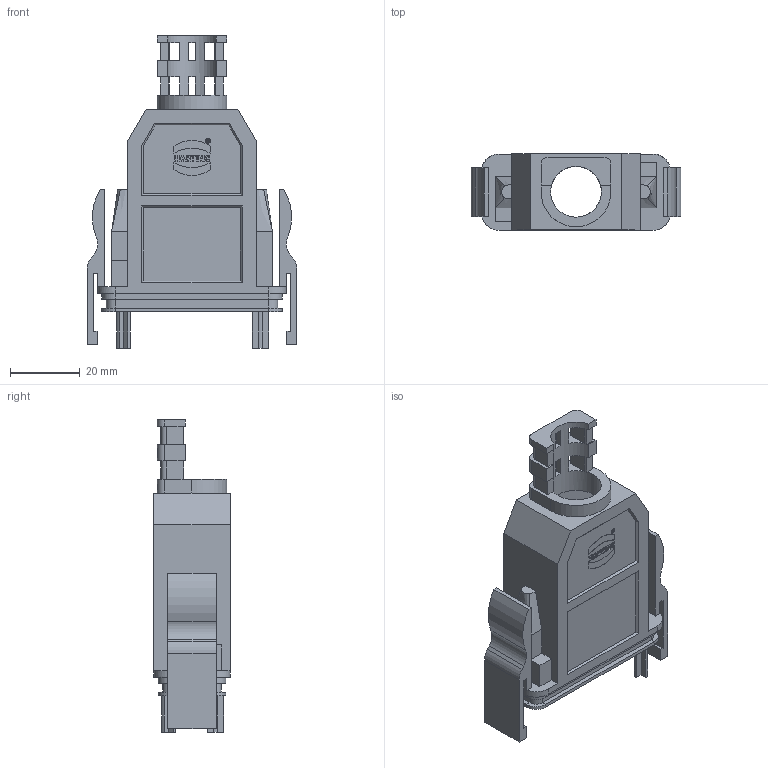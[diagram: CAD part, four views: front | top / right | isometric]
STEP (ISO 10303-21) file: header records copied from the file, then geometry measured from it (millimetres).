
FILE_DESCRIPTION(/* description */ (''),/* implementation_level */ '2;1');
FILE_NAME(/* name */ '100180382ugm000_b.stp',/* time_stamp */ '2019-12-02T09:32:14+01:00',/* author */ (''),/* organization */ (''),/* preprocessor_version */ 'ST-DEVELOPER v16.7',/* originating_system */ 'SIEMENS PLM Software NX 12.0',/* authorisation */ '');
FILE_SCHEMA (('AUTOMOTIVE_DESIGN { 1 0 10303 214 3 1 1 1 }'));
Length unit declared in the file: millimetre
Products named in the file (1): 100180382ugm000_b
Bounding box: 60 x 21.8 x 89.4 mm (x, y, z)
Volume: 24708.3 mm3; surface area: 21461.5 mm2
Topology: 1 solids, 3 shells, 468 faces, 1369 edges, 1006 vertices
Faces by surface type: plane 348, cylinder 82, bspline 24, cone 10, extrusion 2, torus 2
Full cylindrical faces by diameter (mm): 1.139 x1, 1.346 x1, 2.7 x18, 5.6 x2, 14.5 x1
Entity records: 24681 total; most frequent: CARTESIAN_POINT 9590, ORIENTED_EDGE 2394, DIRECTION 2244, EDGE_CURVE 1197, VECTOR 996, LINE 994, VERTEX_POINT 787, AXIS2_PLACEMENT_3D 624
